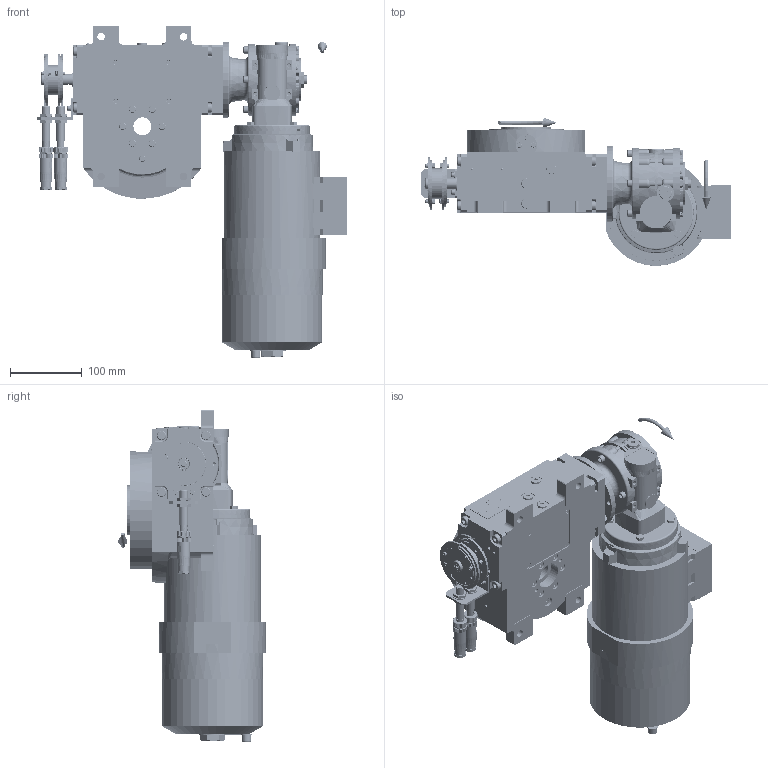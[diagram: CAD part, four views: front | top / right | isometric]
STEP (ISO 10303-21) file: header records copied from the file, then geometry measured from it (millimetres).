
FILE_DESCRIPTION (( 'STEP AP203' ), '1' );
FILE_NAME ('PC5102211.step', '2025-10-03T07:20:52', ( '' ), ( '' ), 'SwSTEP 2.0', 'SolidWorks 2020', '' );
FILE_SCHEMA (( 'CONFIG_CONTROL_DESIGN' ));
Length unit declared in the file: millimetre
Products named in the file (95): cfn2276_01_065; cfn2000_01_129; cfn2115_02_182; cfn2000_01_151; cfn2000_01_147; AS_rig04_002_bl_004; cfn2151_01_092; cfn2151_01_162; cfn2155_01_055; rig04_004; AS_rig04_004; CFN2223_01-390X6-B.stp; freccia_angolare_albero; AS_900_38_10_028; AS_900_00_00_005; 900_38_30_003; cfn2003_01_063; cfn2115_02_213; CFN2010_02_002.stp; RIG04_005_AF0.stp; AS_rig04_071_6_m; cfn2155_01_038; CFN2000_01_185.stp; AS_rig04_004_s_002; rig04_003_6; cfn2000_01_184; cfn2107_01_001; rig04_015; RIG04_005_ASM.stp; AS_cfn2476_01_001_48x38; AS_rig04_004_s_001; cfn2151_01_087; rig04_004_s_001; cfn2077_01_018; cfn2070_05_001; 900_00_00_005; AS_cfn2400_04_024; cfn2128_04_011; cfn2128_05_006; AS_900_38_30_003 ...
Assembly tree (91 placements, depth 5):
  cfn2276_01_065
  cfn2151_01_092
  cfn2151_01_162
  CFN2223_01-390X6-B.stp
  cfn2115_02_213
Bounding box: 432.5 x 206 x 463.18 mm (x, y, z)
Volume: 6779676.5 mm3; surface area: 844946.3 mm2
Topology: 91 solids, 91 shells, 6133 faces, 15520 edges, 9875 vertices
Faces by surface type: plane 2851, cylinder 2097, cone 1000, torus 161, bspline 18, sphere 6
Entity records: 170278 total; most frequent: CARTESIAN_POINT 40490, DIRECTION 25305, ORIENTED_EDGE 24806, EDGE_CURVE 12403, AXIS2_PLACEMENT_3D 9303, VERTEX_POINT 7965, VECTOR 6699, LINE 6699
